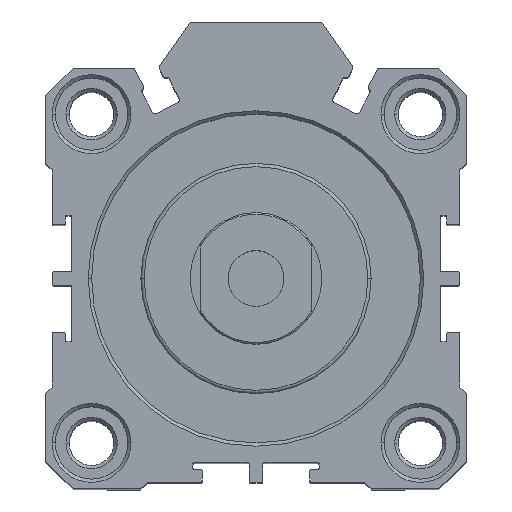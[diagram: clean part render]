
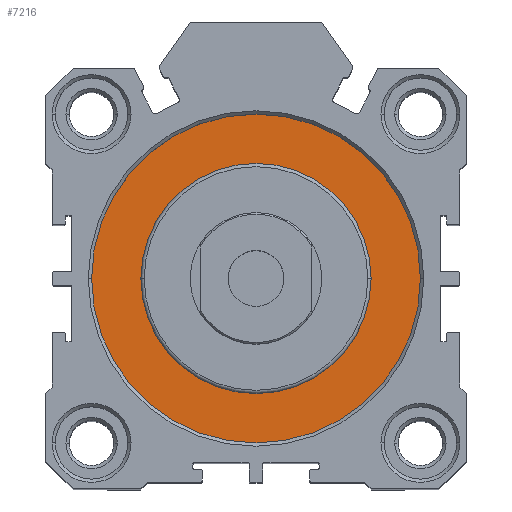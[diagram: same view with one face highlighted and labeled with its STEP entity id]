
A CAD part, top view. The second image highlights one B-rep face of the part: STEP entity #7216.
In plain terms, the highlighted planar face has unit normal (0, 0, 1).
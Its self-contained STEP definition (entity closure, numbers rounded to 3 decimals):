
#31 = VERTEX_POINT ( 'NONE', #4762 ) ;
#247 = CIRCLE ( 'NONE', #5459, 17.5 ) ;
#294 = PLANE ( 'NONE',  #1442 ) ;
#662 = AXIS2_PLACEMENT_3D ( 'NONE', #6291, #2598, #6912 ) ;
#746 = CARTESIAN_POINT ( 'NONE',  ( 17.5, 0., 41.25 ) ) ;
#748 = VERTEX_POINT ( 'NONE', #3308 ) ;
#783 = CARTESIAN_POINT ( 'NONE',  ( -25., 0., 41.25 ) ) ;
#883 = CIRCLE ( 'NONE', #662, 17.5 ) ;
#904 = CARTESIAN_POINT ( 'NONE',  ( 0., 0., 41.25 ) ) ;
#1240 = ORIENTED_EDGE ( 'NONE', *, *, #6564, .T. ) ;
#1442 = AXIS2_PLACEMENT_3D ( 'NONE', #904, #7091, #3382 ) ;
#1479 = ORIENTED_EDGE ( 'NONE', *, *, #2796, .F. ) ;
#2051 = VERTEX_POINT ( 'NONE', #746 ) ;
#2368 = EDGE_LOOP ( 'NONE', ( #1240, #4239 ) ) ;
#2423 = AXIS2_PLACEMENT_3D ( 'NONE', #3245, #7590, #3865 ) ;
#2593 = DIRECTION ( 'NONE',  ( 1., 0., 0. ) ) ;
#2598 = DIRECTION ( 'NONE',  ( 0., 0., 1. ) ) ;
#2796 = EDGE_CURVE ( 'NONE', #2051, #748, #247, .T. ) ;
#3245 = CARTESIAN_POINT ( 'NONE',  ( 0., 0., 41.25 ) ) ;
#3257 = DIRECTION ( 'NONE',  ( 0., 0., 1. ) ) ;
#3308 = CARTESIAN_POINT ( 'NONE',  ( -17.5, 0., 41.25 ) ) ;
#3382 = DIRECTION ( 'NONE',  ( 1., 0., 0. ) ) ;
#3617 = CIRCLE ( 'NONE', #2423, 25. ) ;
#3865 = DIRECTION ( 'NONE',  ( 1., 0., 0. ) ) ;
#4239 = ORIENTED_EDGE ( 'NONE', *, *, #7107, .T. ) ;
#4308 = EDGE_CURVE ( 'NONE', #748, #2051, #883, .T. ) ;
#4493 = FACE_BOUND ( 'NONE', #6023, .T. ) ;
#4520 = CARTESIAN_POINT ( 'NONE',  ( 0., 0., 41.25 ) ) ;
#4701 = FACE_OUTER_BOUND ( 'NONE', #2368, .T. ) ;
#4762 = CARTESIAN_POINT ( 'NONE',  ( 25., 0., 41.25 ) ) ;
#4820 = AXIS2_PLACEMENT_3D ( 'NONE', #6951, #3257, #7602 ) ;
#5141 = DIRECTION ( 'NONE',  ( 0., 0., 1. ) ) ;
#5459 = AXIS2_PLACEMENT_3D ( 'NONE', #4520, #5141, #2593 ) ;
#5810 = ORIENTED_EDGE ( 'NONE', *, *, #4308, .F. ) ;
#6023 = EDGE_LOOP ( 'NONE', ( #5810, #1479 ) ) ;
#6291 = CARTESIAN_POINT ( 'NONE',  ( 0., 0., 41.25 ) ) ;
#6555 = VERTEX_POINT ( 'NONE', #783 ) ;
#6564 = EDGE_CURVE ( 'NONE', #31, #6555, #7309, .T. ) ;
#6912 = DIRECTION ( 'NONE',  ( 1., 0., 0. ) ) ;
#6951 = CARTESIAN_POINT ( 'NONE',  ( 0., 0., 41.25 ) ) ;
#7091 = DIRECTION ( 'NONE',  ( 0., 0., 1. ) ) ;
#7107 = EDGE_CURVE ( 'NONE', #6555, #31, #3617, .T. ) ;
#7216 = ADVANCED_FACE ( 'NONE', ( #4493, #4701 ), #294, .T. ) ;
#7309 = CIRCLE ( 'NONE', #4820, 25. ) ;
#7590 = DIRECTION ( 'NONE',  ( 0., 0., 1. ) ) ;
#7602 = DIRECTION ( 'NONE',  ( 1., 0., 0. ) ) ;
